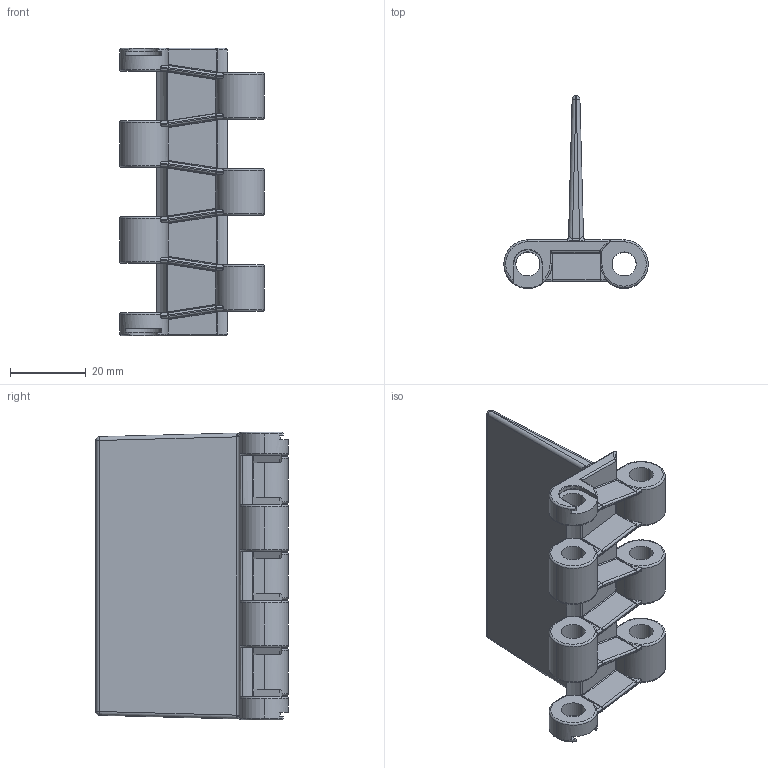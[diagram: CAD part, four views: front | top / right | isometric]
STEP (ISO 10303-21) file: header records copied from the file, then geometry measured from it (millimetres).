
FILE_DESCRIPTION (( 'STEP AP214' ), '1' );
FILE_NAME ('LF9100.1ET038.STEP', '2021-03-12T07:07:06', ( '' ), ( '' ), 'SwSTEP 2.0', 'SolidWorks 2019', '' );
FILE_SCHEMA (( 'AUTOMOTIVE_DESIGN' ));
Length unit declared in the file: millimetre
Products named in the file (1): LF9100.1ET038
Bounding box: 38.09 x 50.8 x 76 mm (x, y, z)
Volume: 20482.5 mm3; surface area: 14950.9 mm2
Topology: 1 solids, 1 shells, 375 faces, 962 edges, 579 vertices
Faces by surface type: cylinder 160, plane 90, torus 60, bspline 35, cone 24, sphere 6
Entity records: 12333 total; most frequent: CARTESIAN_POINT 3761, ORIENTED_EDGE 1904, DIRECTION 1713, EDGE_CURVE 952, AXIS2_PLACEMENT_3D 678, VERTEX_POINT 579, EDGE_LOOP 389, ADVANCED_FACE 375
